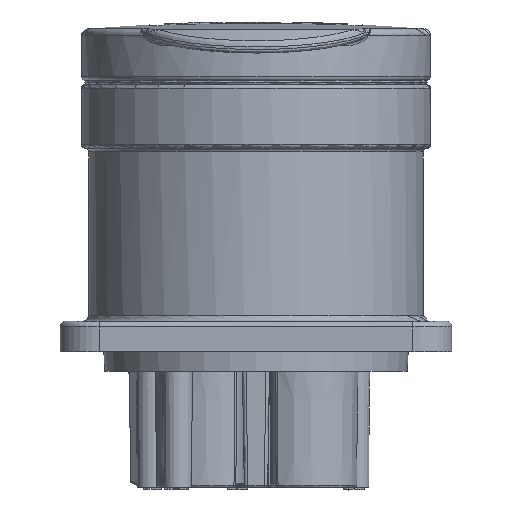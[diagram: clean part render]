
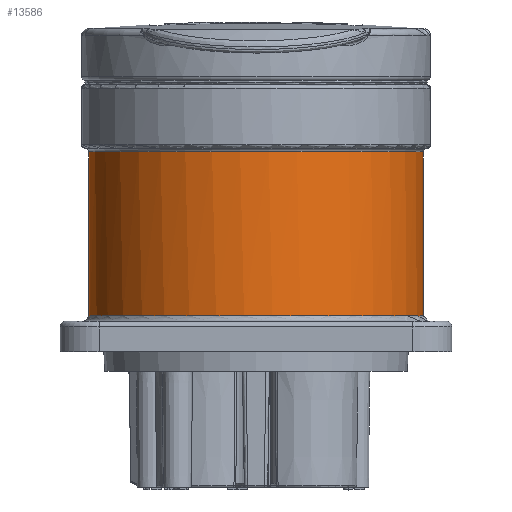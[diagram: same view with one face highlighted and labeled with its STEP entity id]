
A CAD part, front view. The second image highlights one B-rep face of the part: STEP entity #13586.
In plain terms, the highlighted cylindrical face has radius 23.5 mm (diameter 47 mm), a partial arc.
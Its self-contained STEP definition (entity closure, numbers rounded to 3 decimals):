
#483 = B_SPLINE_CURVE_WITH_KNOTS ( 'NONE', 3,
 ( #8516, #30024, #12119, #37208 ),
 .UNSPECIFIED., .F., .F.,
 ( 4, 4 ),
 ( 0., 0.001 ),
 .UNSPECIFIED. ) ;
#871 = B_SPLINE_CURVE_WITH_KNOTS ( 'NONE', 3,
 ( #45262, #34703, #16777, #41838, #20437, #45415 ),
 .UNSPECIFIED., .F., .F.,
 ( 4, 2, 4 ),
 ( 0., 0., 0. ),
 .UNSPECIFIED. ) ;
#1479 = ORIENTED_EDGE ( 'NONE', *, *, #36230, .T. ) ;
#1632 = CARTESIAN_POINT ( 'NONE',  ( -14.38, 18.586, -9.45 ) ) ;
#1644 = CARTESIAN_POINT ( 'NONE',  ( -12.99, 19.594, -11.957 ) ) ;
#1667 = CARTESIAN_POINT ( 'NONE',  ( -13.992, 18.881, -9.491 ) ) ;
#2850 = ORIENTED_EDGE ( 'NONE', *, *, #37610, .T. ) ;
#3275 = VECTOR ( 'NONE', #36010, 1000. ) ;
#4191 = CYLINDRICAL_SURFACE ( 'NONE', #17328, 23.5 ) ;
#4291 = FACE_OUTER_BOUND ( 'NONE', #44765, .T. ) ;
#4536 = B_SPLINE_CURVE_WITH_KNOTS ( 'NONE', 3,
 ( #1632, #19614, #23245, #1667 ),
 .UNSPECIFIED., .F., .F.,
 ( 4, 4 ),
 ( 0., 0. ),
 .UNSPECIFIED. ) ;
#4958 = VERTEX_POINT ( 'NONE', #18978 ) ;
#5390 = CARTESIAN_POINT ( 'NONE',  ( -13.805, 19.018, -9.568 ) ) ;
#5495 = DIRECTION ( 'NONE',  ( -1., 0., 0. ) ) ;
#6386 = ORIENTED_EDGE ( 'NONE', *, *, #33110, .T. ) ;
#7263 = CARTESIAN_POINT ( 'NONE',  ( -11.896, 20.267, -15.429 ) ) ;
#7665 = VECTOR ( 'NONE', #45544, 1000. ) ;
#8516 = CARTESIAN_POINT ( 'NONE',  ( -11.896, 20.267, -15.429 ) ) ;
#8899 = CARTESIAN_POINT ( 'NONE',  ( -13.515, 19.225, -10.069 ) ) ;
#8994 = CARTESIAN_POINT ( 'NONE',  ( -13.731, 19.071, -9.651 ) ) ;
#9266 = CARTESIAN_POINT ( 'NONE',  ( 14.555, 18.45, -9.509 ) ) ;
#9300 = EDGE_CURVE ( 'NONE', #40004, #22135, #24196, .T. ) ;
#9430 = ORIENTED_EDGE ( 'NONE', *, *, #33960, .T. ) ;
#10896 = CARTESIAN_POINT ( 'NONE',  ( -11.776, 20.337, -32.4 ) ) ;
#12119 = CARTESIAN_POINT ( 'NONE',  ( -11.776, 20.337, -15.91 ) ) ;
#12364 = ORIENTED_EDGE ( 'NONE', *, *, #21096, .T. ) ;
#12491 = CARTESIAN_POINT ( 'NONE',  ( -12.45, 19.942, -13.744 ) ) ;
#12668 = VERTEX_POINT ( 'NONE', #19592 ) ;
#13434 = VERTEX_POINT ( 'NONE', #33126 ) ;
#13586 = ADVANCED_FACE ( 'NONE', ( #4291 ), #4191, .T. ) ;
#14175 = B_SPLINE_CURVE_WITH_KNOTS ( 'NONE', 3,
 ( #18724, #36772, #15253, #40343 ),
 .UNSPECIFIED., .F., .F.,
 ( 4, 4 ),
 ( 0., 0. ),
 .UNSPECIFIED. ) ;
#15253 = CARTESIAN_POINT ( 'NONE',  ( -13.521, 19.221, -10.047 ) ) ;
#16288 = CARTESIAN_POINT ( 'NONE',  ( 0., 0., 61.194 ) ) ;
#16326 = CARTESIAN_POINT ( 'NONE',  ( 14.61, 18.407, -9.468 ) ) ;
#16682 = CARTESIAN_POINT ( 'NONE',  ( 0., 0., -9.45 ) ) ;
#16777 = CARTESIAN_POINT ( 'NONE',  ( -13.65, 19.129, -9.755 ) ) ;
#17005 = CARTESIAN_POINT ( 'NONE',  ( 0., 0., -32.4 ) ) ;
#17064 = CARTESIAN_POINT ( 'NONE',  ( -13.731, 19.071, -9.651 ) ) ;
#17318 = EDGE_CURVE ( 'NONE', #36237, #34547, #26486, .T. ) ;
#17328 = AXIS2_PLACEMENT_3D ( 'NONE', #16288, #37790, #5495 ) ;
#17683 = AXIS2_PLACEMENT_3D ( 'NONE', #16682, #41728, #20338 ) ;
#17786 = CARTESIAN_POINT ( 'NONE',  ( 14.555, 18.45, -32.4 ) ) ;
#18342 = VERTEX_POINT ( 'NONE', #23461 ) ;
#18724 = CARTESIAN_POINT ( 'NONE',  ( -13.533, 19.212, -10.003 ) ) ;
#18978 = CARTESIAN_POINT ( 'NONE',  ( -13.533, 19.212, -10.003 ) ) ;
#19111 = ORIENTED_EDGE ( 'NONE', *, *, #23582, .T. ) ;
#19474 = LINE ( 'NONE', #34839, #7665 ) ;
#19592 = CARTESIAN_POINT ( 'NONE',  ( -11.776, 20.337, -16.164 ) ) ;
#19614 = CARTESIAN_POINT ( 'NONE',  ( -14.251, 18.687, -9.45 ) ) ;
#19678 = CARTESIAN_POINT ( 'NONE',  ( -13.992, 18.881, -9.491 ) ) ;
#19987 = CARTESIAN_POINT ( 'NONE',  ( 14.673, 18.356, -9.45 ) ) ;
#20338 = DIRECTION ( 'NONE',  ( 0., -1., 0. ) ) ;
#20437 = CARTESIAN_POINT ( 'NONE',  ( -13.552, 19.199, -9.934 ) ) ;
#20673 = DIRECTION ( 'NONE',  ( 1., 0., 0. ) ) ;
#21096 = EDGE_CURVE ( 'NONE', #45753, #12668, #483, .T. ) ;
#22135 = VERTEX_POINT ( 'NONE', #28948 ) ;
#22929 = VERTEX_POINT ( 'NONE', #17064 ) ;
#23245 = CARTESIAN_POINT ( 'NONE',  ( -14.121, 18.785, -9.464 ) ) ;
#23272 = EDGE_CURVE ( 'NONE', #13434, #45753, #40135, .T. ) ;
#23461 = CARTESIAN_POINT ( 'NONE',  ( -13.992, 18.881, -9.491 ) ) ;
#23582 = EDGE_CURVE ( 'NONE', #4958, #13434, #14175, .T. ) ;
#24196 = B_SPLINE_CURVE_WITH_KNOTS ( 'NONE', 3,
 ( #41406, #16326, #19987, #44975 ),
 .UNSPECIFIED., .F., .F.,
 ( 4, 4 ),
 ( 0., 0. ),
 .UNSPECIFIED. ) ;
#24602 = ORIENTED_EDGE ( 'NONE', *, *, #9300, .T. ) ;
#24912 = CARTESIAN_POINT ( 'NONE',  ( 14.555, 18.45, 61.194 ) ) ;
#26486 = CIRCLE ( 'NONE', #32553, 23.5 ) ;
#26919 = CARTESIAN_POINT ( 'NONE',  ( -13.895, 18.952, -9.515 ) ) ;
#26935 = EDGE_CURVE ( 'NONE', #12668, #36237, #19474, .T. ) ;
#28591 = VERTEX_POINT ( 'NONE', #29018 ) ;
#28948 = CARTESIAN_POINT ( 'NONE',  ( 14.736, 18.305, -9.45 ) ) ;
#29018 = CARTESIAN_POINT ( 'NONE',  ( -14.38, 18.586, -9.45 ) ) ;
#30024 = CARTESIAN_POINT ( 'NONE',  ( -11.818, 20.312, -15.666 ) ) ;
#30519 = CARTESIAN_POINT ( 'NONE',  ( -13.766, 19.046, -9.608 ) ) ;
#31125 = ORIENTED_EDGE ( 'NONE', *, *, #41778, .T. ) ;
#32553 = AXIS2_PLACEMENT_3D ( 'NONE', #17005, #42064, #20673 ) ;
#33110 = EDGE_CURVE ( 'NONE', #18342, #22929, #39956, .T. ) ;
#33126 = CARTESIAN_POINT ( 'NONE',  ( -13.515, 19.225, -10.069 ) ) ;
#33960 = EDGE_CURVE ( 'NONE', #28591, #18342, #4536, .T. ) ;
#34547 = VERTEX_POINT ( 'NONE', #17786 ) ;
#34703 = CARTESIAN_POINT ( 'NONE',  ( -13.689, 19.101, -9.702 ) ) ;
#34839 = CARTESIAN_POINT ( 'NONE',  ( -11.776, 20.337, 61.194 ) ) ;
#34866 = ORIENTED_EDGE ( 'NONE', *, *, #23272, .T. ) ;
#36010 = DIRECTION ( 'NONE',  ( 0., 0., 1. ) ) ;
#36230 = EDGE_CURVE ( 'NONE', #34547, #40004, #40296, .T. ) ;
#36237 = VERTEX_POINT ( 'NONE', #10896 ) ;
#36772 = CARTESIAN_POINT ( 'NONE',  ( -13.527, 19.216, -10.025 ) ) ;
#37208 = CARTESIAN_POINT ( 'NONE',  ( -11.776, 20.337, -16.164 ) ) ;
#37580 = CARTESIAN_POINT ( 'NONE',  ( -11.896, 20.267, -15.429 ) ) ;
#37610 = EDGE_CURVE ( 'NONE', #22135, #28591, #41329, .T. ) ;
#37790 = DIRECTION ( 'NONE',  ( 0., 0., -1. ) ) ;
#39956 = B_SPLINE_CURVE_WITH_KNOTS ( 'NONE', 3,
 ( #19678, #41104, #26919, #5390, #30519, #8994 ),
 .UNSPECIFIED., .F., .F.,
 ( 4, 2, 4 ),
 ( 0., 0., 0. ),
 .UNSPECIFIED. ) ;
#40004 = VERTEX_POINT ( 'NONE', #9266 ) ;
#40135 =( BOUNDED_CURVE ( )  B_SPLINE_CURVE ( 3, ( #8899, #1644, #12491, #37580 ),
 .UNSPECIFIED., .F., .F. ) 
 B_SPLINE_CURVE_WITH_KNOTS ( ( 4, 4 ),
 ( 5.617, 5.699 ),
 .UNSPECIFIED. ) 
 CURVE ( )  GEOMETRIC_REPRESENTATION_ITEM ( )  RATIONAL_B_SPLINE_CURVE ( ( 1., 0.999, 0.999, 1. ) ) 
 REPRESENTATION_ITEM ( '' )  );
#40296 = LINE ( 'NONE', #24912, #3275 ) ;
#40343 = CARTESIAN_POINT ( 'NONE',  ( -13.515, 19.225, -10.069 ) ) ;
#41104 = CARTESIAN_POINT ( 'NONE',  ( -13.943, 18.917, -9.501 ) ) ;
#41329 = CIRCLE ( 'NONE', #17683, 23.5 ) ;
#41406 = CARTESIAN_POINT ( 'NONE',  ( 14.555, 18.45, -9.509 ) ) ;
#41728 = DIRECTION ( 'NONE',  ( 0., 0., -1. ) ) ;
#41778 = EDGE_CURVE ( 'NONE', #22929, #4958, #871, .T. ) ;
#41838 = CARTESIAN_POINT ( 'NONE',  ( -13.581, 19.178, -9.871 ) ) ;
#42064 = DIRECTION ( 'NONE',  ( 0., 0., 1. ) ) ;
#42073 = ORIENTED_EDGE ( 'NONE', *, *, #26935, .T. ) ;
#42599 = ORIENTED_EDGE ( 'NONE', *, *, #17318, .T. ) ;
#44765 = EDGE_LOOP ( 'NONE', ( #42073, #42599, #1479, #24602, #2850, #9430, #6386, #31125, #19111, #34866, #12364 ) ) ;
#44975 = CARTESIAN_POINT ( 'NONE',  ( 14.736, 18.305, -9.45 ) ) ;
#45262 = CARTESIAN_POINT ( 'NONE',  ( -13.731, 19.071, -9.651 ) ) ;
#45415 = CARTESIAN_POINT ( 'NONE',  ( -13.533, 19.212, -10.003 ) ) ;
#45544 = DIRECTION ( 'NONE',  ( 0., 0., -1. ) ) ;
#45753 = VERTEX_POINT ( 'NONE', #7263 ) ;
